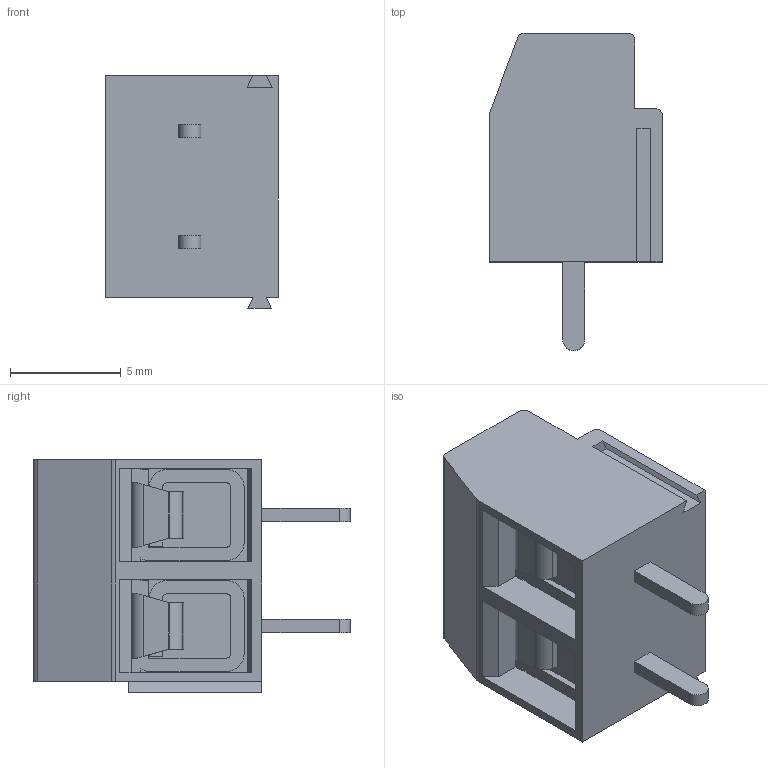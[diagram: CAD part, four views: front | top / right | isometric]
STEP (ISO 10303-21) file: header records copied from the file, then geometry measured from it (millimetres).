
FILE_DESCRIPTION(('FreeCAD Model'),'2;1');
FILE_NAME('Open CASCADE Shape Model','2025-07-15T08:30:32',(''),(''), 'Open CASCADE STEP processor 7.8','FreeCAD','Unknown');
FILE_SCHEMA(('AUTOMOTIVE_DESIGN { 1 0 10303 214 1 1 1 1 }'));
Length unit declared in the file: millimetre
Products named in the file (2): CUI_DEVICES_TB003-500-P02BE; TB003-500-02P_Blue - P
Assembly tree (1 placements, depth 2):
  CUI_DEVICES_TB003-500-P02BE
    TB003-500-02P_Blue - P
Bounding box: 7.8 x 14.3 x 10.5 mm (x, y, z)
Volume: 642 mm3; surface area: 755.8 mm2
Topology: 3 solids, 3 shells, 171 faces, 1389 edges, 4010 vertices
Faces by surface type: plane 115, cylinder 40, torus 8, cone 4, bspline 4
Entity records: 25513 total; most frequent: CARTESIAN_POINT 8990, DIRECTION 2686, LINE 1733, VECTOR 1733, GEOMETRIC_CURVE_SET 927, ORIENTED_EDGE 926, PCURVE 926, DEFINITIONAL_REPRESENTATION 926
